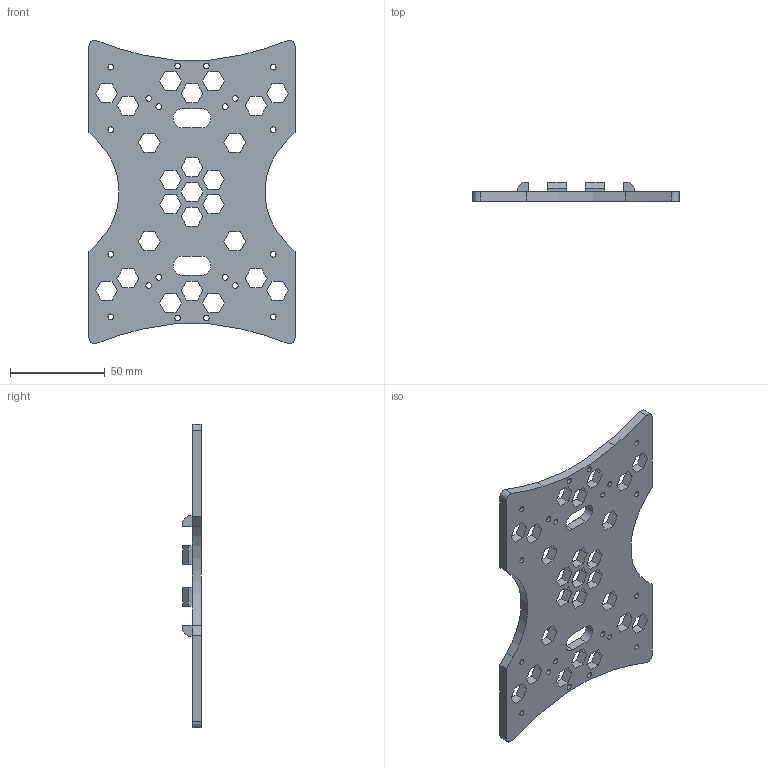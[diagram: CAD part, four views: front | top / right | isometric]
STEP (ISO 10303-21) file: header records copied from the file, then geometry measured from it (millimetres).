
FILE_DESCRIPTION(/* description */ (''),/* implementation_level */ '2;1');
FILE_NAME(/* name */ 'Body Bottom v19.step',/* time_stamp */ '2022-01-19T17:30:36+02:00',/* author */ (''),/* organization */ (''),/* preprocessor_version */ 'ST-DEVELOPER v18.1',/* originating_system */ 'Autodesk Translation Framework v10.10.0.1391',/* authorisation */ '');
FILE_SCHEMA (('AUTOMOTIVE_DESIGN { 1 0 10303 214 3 1 1 }'));
Length unit declared in the file: millimetre
Products named in the file (1): Body Bottom
Bounding box: 108.58 x 10 x 159.81 mm (x, y, z)
Volume: 61188.5 mm3; surface area: 33514.3 mm2
Topology: 1 solids, 1 shells, 256 faces, 726 edges, 484 vertices
Faces by surface type: plane 212, cylinder 32, bspline 12
Full cylindrical faces by diameter (mm): 3 x20, 6 x4
Entity records: 8694 total; most frequent: CARTESIAN_POINT 1863, ORIENTED_EDGE 1452, DIRECTION 1248, EDGE_CURVE 726, LINE 630, VECTOR 630, VERTEX_POINT 484, EDGE_LOOP 362
